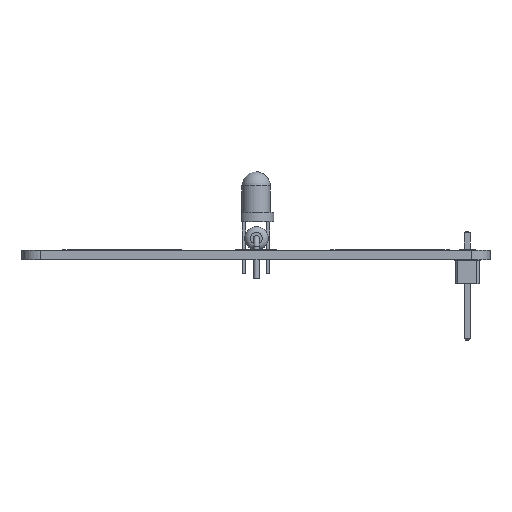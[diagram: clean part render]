
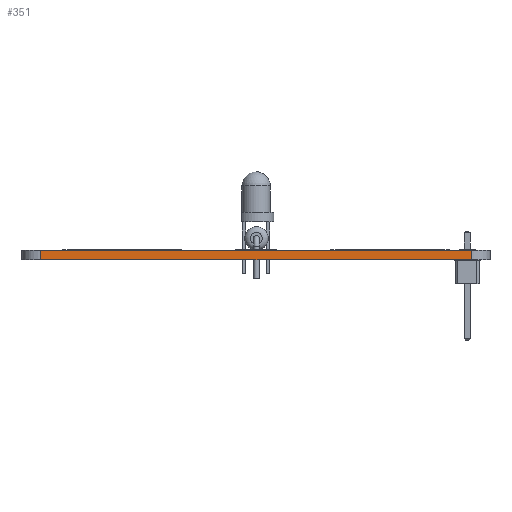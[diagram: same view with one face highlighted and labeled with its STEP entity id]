
A CAD part, front view. The second image highlights one B-rep face of the part: STEP entity #351.
In plain terms, the highlighted planar face has unit normal (0, -1, 0).
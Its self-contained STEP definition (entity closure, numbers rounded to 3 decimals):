
#291 = VERTEX_POINT('',#292);
#292 = CARTESIAN_POINT('',(238.401,-111.48,-0.99));
#299 = EDGE_CURVE('',#300,#291,#302,.T.);
#300 = VERTEX_POINT('',#301);
#301 = CARTESIAN_POINT('',(238.401,-111.48,0.));
#302 = LINE('',#303,#304);
#303 = CARTESIAN_POINT('',(238.401,-111.48,0.));
#304 = VECTOR('',#305,1.);
#305 = DIRECTION('',(0.,0.,-1.));
#351 = ADVANCED_FACE('',(#352),#377,.T.);
#352 = FACE_BOUND('',#353,.T.);
#353 = EDGE_LOOP('',(#354,#364,#370,#371));
#354 = ORIENTED_EDGE('',*,*,#355,.T.);
#355 = EDGE_CURVE('',#356,#358,#360,.T.);
#356 = VERTEX_POINT('',#357);
#357 = CARTESIAN_POINT('',(192.878,-111.48,0.));
#358 = VERTEX_POINT('',#359);
#359 = CARTESIAN_POINT('',(192.878,-111.48,-0.99));
#360 = LINE('',#361,#362);
#361 = CARTESIAN_POINT('',(192.878,-111.48,0.));
#362 = VECTOR('',#363,1.);
#363 = DIRECTION('',(0.,0.,-1.));
#364 = ORIENTED_EDGE('',*,*,#365,.T.);
#365 = EDGE_CURVE('',#358,#291,#366,.T.);
#366 = LINE('',#367,#368);
#367 = CARTESIAN_POINT('',(192.878,-111.48,-0.99));
#368 = VECTOR('',#369,1.);
#369 = DIRECTION('',(1.,0.,0.));
#370 = ORIENTED_EDGE('',*,*,#299,.F.);
#371 = ORIENTED_EDGE('',*,*,#372,.F.);
#372 = EDGE_CURVE('',#356,#300,#373,.T.);
#373 = LINE('',#374,#375);
#374 = CARTESIAN_POINT('',(192.878,-111.48,0.));
#375 = VECTOR('',#376,1.);
#376 = DIRECTION('',(1.,0.,0.));
#377 = PLANE('',#378);
#378 = AXIS2_PLACEMENT_3D('',#379,#380,#381);
#379 = CARTESIAN_POINT('',(192.878,-111.48,0.));
#380 = DIRECTION('',(0.,-1.,0.));
#381 = DIRECTION('',(1.,0.,0.));
